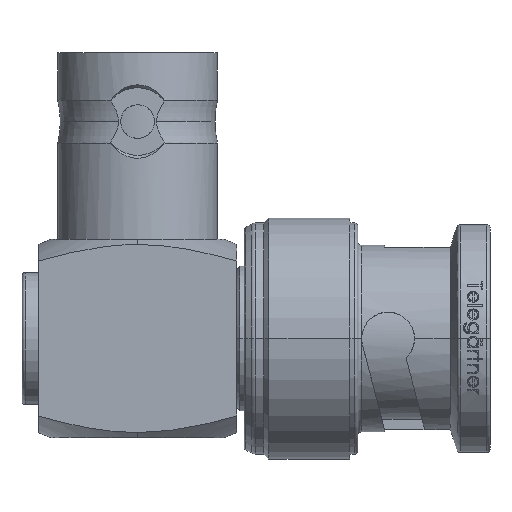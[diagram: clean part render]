
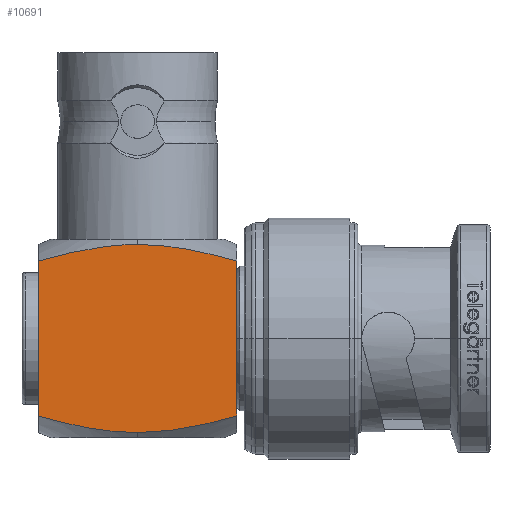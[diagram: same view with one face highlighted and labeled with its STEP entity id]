
A CAD part, left-side view. The second image highlights one B-rep face of the part: STEP entity #10691.
In plain terms, the highlighted planar face has unit normal (-1, 0, 0).
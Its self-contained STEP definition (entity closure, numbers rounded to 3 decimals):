
#2726 = B_SPLINE_CURVE_WITH_KNOTS ( 'NONE', 3,
 ( #7243, #7249, #7263, #7264, #7265, #7266, #7267, #7268 ),
 .UNSPECIFIED., .F., .F.,
 ( 4, 2, 2, 4 ),
 ( 0.012, 0.014, 0.015, 0.018 ),
 .UNSPECIFIED. ) ;
#2730 = B_SPLINE_CURVE_WITH_KNOTS ( 'NONE', 3,
 ( #7295, #7297, #7309, #7310, #7311, #7312, #7313, #7314 ),
 .UNSPECIFIED., .F., .F.,
 ( 4, 2, 2, 4 ),
 ( 0.019, 0.022, 0.023, 0.025 ),
 .UNSPECIFIED. ) ;
#2765 = ORIENTED_EDGE ( 'NONE', *, *, #8054, .F. ) ;
#3779 = ORIENTED_EDGE ( 'NONE', *, *, #4456, .T. ) ;
#4360 = ORIENTED_EDGE ( 'NONE', *, *, #4566, .T. ) ;
#4445 = EDGE_CURVE ( 'NONE', #6187, #6198, #2726, .T. ) ;
#4456 = EDGE_CURVE ( 'NONE', #17472, #17471, #2730, .T. ) ;
#4566 = EDGE_CURVE ( 'NONE', #5927, #6187, #8883, .T. ) ;
#4567 = EDGE_CURVE ( 'NONE', #17471, #5931, #8909, .T. ) ;
#5453 = AXIS2_PLACEMENT_3D ( 'NONE', #14792, #14793, #14794 ) ;
#5927 = VERTEX_POINT ( 'NONE', #9726 ) ;
#5931 = VERTEX_POINT ( 'NONE', #9728 ) ;
#6187 = VERTEX_POINT ( 'NONE', #9982 ) ;
#6198 = VERTEX_POINT ( 'NONE', #9993 ) ;
#7243 = CARTESIAN_POINT ( 'NONE',  ( -6., 0., -11.603 ) ) ;
#7249 = CARTESIAN_POINT ( 'NONE',  ( -6., 0.505, -11.603 ) ) ;
#7263 = CARTESIAN_POINT ( 'NONE',  ( -6., 1.011, -11.629 ) ) ;
#7264 = CARTESIAN_POINT ( 'NONE',  ( -6., 2.027, -11.73 ) ) ;
#7265 = CARTESIAN_POINT ( 'NONE',  ( -6., 2.537, -11.805 ) ) ;
#7266 = CARTESIAN_POINT ( 'NONE',  ( -6., 4.045, -12.08 ) ) ;
#7267 = CARTESIAN_POINT ( 'NONE',  ( -6., 5.027, -12.329 ) ) ;
#7268 = CARTESIAN_POINT ( 'NONE',  ( -6., 6., -12.607 ) ) ;
#7295 = CARTESIAN_POINT ( 'NONE',  ( -6., 6., -21.993 ) ) ;
#7297 = CARTESIAN_POINT ( 'NONE',  ( -6., 5.027, -22.271 ) ) ;
#7309 = CARTESIAN_POINT ( 'NONE',  ( -6., 4.045, -22.52 ) ) ;
#7310 = CARTESIAN_POINT ( 'NONE',  ( -6., 2.537, -22.795 ) ) ;
#7311 = CARTESIAN_POINT ( 'NONE',  ( -6., 2.027, -22.87 ) ) ;
#7312 = CARTESIAN_POINT ( 'NONE',  ( -6., 1.011, -22.971 ) ) ;
#7313 = CARTESIAN_POINT ( 'NONE',  ( -6., 0.505, -22.997 ) ) ;
#7314 = CARTESIAN_POINT ( 'NONE',  ( -6., 0., -22.997 ) ) ;
#7643 = CARTESIAN_POINT ( 'NONE',  ( -6., -6., -12.607 ) ) ;
#7648 = CARTESIAN_POINT ( 'NONE',  ( -6., 0., -22.997 ) ) ;
#7649 = CARTESIAN_POINT ( 'NONE',  ( -6., -5.016, -12.326 ) ) ;
#7654 = CARTESIAN_POINT ( 'NONE',  ( -6., -1.012, -22.997 ) ) ;
#7655 = CARTESIAN_POINT ( 'NONE',  ( -6., -4.019, -12.074 ) ) ;
#7656 = CARTESIAN_POINT ( 'NONE',  ( -6., -2.018, -11.711 ) ) ;
#7657 = CARTESIAN_POINT ( 'NONE',  ( -6., -1.012, -11.603 ) ) ;
#7658 = CARTESIAN_POINT ( 'NONE',  ( -6., 0., -11.603 ) ) ;
#7659 = CARTESIAN_POINT ( 'NONE',  ( -6., -2.018, -22.889 ) ) ;
#7660 = CARTESIAN_POINT ( 'NONE',  ( -6., -4.019, -22.526 ) ) ;
#7661 = CARTESIAN_POINT ( 'NONE',  ( -6., -5.016, -22.274 ) ) ;
#7662 = CARTESIAN_POINT ( 'NONE',  ( -6., -6., -21.993 ) ) ;
#8054 = EDGE_CURVE ( 'NONE', #17472, #6198, #12198, .T. ) ;
#8057 = EDGE_CURVE ( 'NONE', #5927, #5931, #12225, .T. ) ;
#8883 = B_SPLINE_CURVE_WITH_KNOTS ( 'NONE', 3,
 ( #7643, #7649, #7655, #7656, #7657, #7658 ),
 .UNSPECIFIED., .F., .F.,
 ( 4, 2, 4 ),
 ( 0.006, 0.009, 0.012 ),
 .UNSPECIFIED. ) ;
#8909 = B_SPLINE_CURVE_WITH_KNOTS ( 'NONE', 3,
 ( #7648, #7654, #7659, #7660, #7661, #7662 ),
 .UNSPECIFIED., .F., .F.,
 ( 4, 2, 4 ),
 ( 0.025, 0.028, 0.031 ),
 .UNSPECIFIED. ) ;
#9726 = CARTESIAN_POINT ( 'NONE',  ( -6., -6., -12.607 ) ) ;
#9728 = CARTESIAN_POINT ( 'NONE',  ( -6., -6., -21.993 ) ) ;
#9982 = CARTESIAN_POINT ( 'NONE',  ( -6., 0., -11.603 ) ) ;
#9993 = CARTESIAN_POINT ( 'NONE',  ( -6., 6., -12.607 ) ) ;
#10691 = ADVANCED_FACE ( 'NONE', ( #12382 ), #14784, .T. ) ;
#12198 = LINE ( 'NONE', #14481, #12221 ) ;
#12221 = VECTOR ( 'NONE', #14503, 1000. ) ;
#12225 = LINE ( 'NONE', #14519, #12226 ) ;
#12226 = VECTOR ( 'NONE', #14521, 1000. ) ;
#12382 = FACE_OUTER_BOUND ( 'NONE', #20108, .T. ) ;
#13555 = ORIENTED_EDGE ( 'NONE', *, *, #4567, .T. ) ;
#14481 = CARTESIAN_POINT ( 'NONE',  ( -6., 6., -11.3 ) ) ;
#14503 = DIRECTION ( 'NONE',  ( 0., 0., 1. ) ) ;
#14519 = CARTESIAN_POINT ( 'NONE',  ( -6., -6., -23.3 ) ) ;
#14521 = DIRECTION ( 'NONE',  ( 0., 0., -1. ) ) ;
#14784 = PLANE ( 'NONE',  #5453 ) ;
#14792 = CARTESIAN_POINT ( 'NONE',  ( -6., -6., -23.3 ) ) ;
#14793 = DIRECTION ( 'NONE',  ( -1., 0., 0. ) ) ;
#14794 = DIRECTION ( 'NONE',  ( 0., 0., 1. ) ) ;
#16786 = CARTESIAN_POINT ( 'NONE',  ( -6., 0., -22.997 ) ) ;
#16787 = CARTESIAN_POINT ( 'NONE',  ( -6., 6., -21.993 ) ) ;
#17471 = VERTEX_POINT ( 'NONE', #16786 ) ;
#17472 = VERTEX_POINT ( 'NONE', #16787 ) ;
#18474 = ORIENTED_EDGE ( 'NONE', *, *, #8057, .F. ) ;
#20108 = EDGE_LOOP ( 'NONE', ( #18474, #4360, #20587, #2765, #3779, #13555 ) ) ;
#20587 = ORIENTED_EDGE ( 'NONE', *, *, #4445, .T. ) ;
